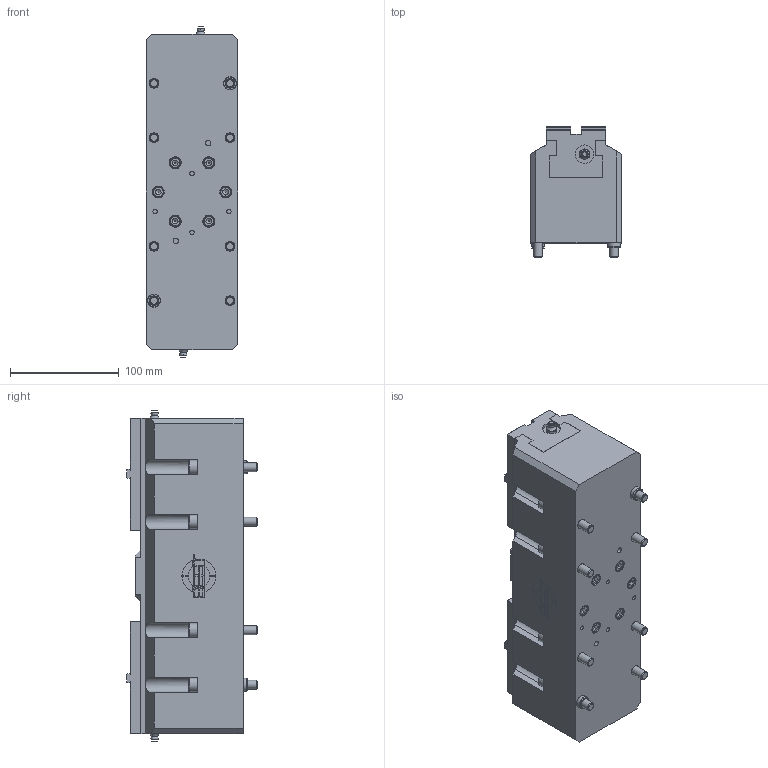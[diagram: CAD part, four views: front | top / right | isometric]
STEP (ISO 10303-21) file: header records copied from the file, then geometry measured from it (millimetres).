
FILE_DESCRIPTION(/* description */ ('Hydr. Zentrierspanner BSH-290'),/* implementation_level */ '2;1');
FILE_NAME(/* name */ '100-0290-001-Kunde (verstellbar).stp',/* time_stamp */ '2023-01-20T08:49:24+01:00',/* author */ ('Chiacchiera'),/* organization */ (''),/* preprocessor_version */ 'ST-DEVELOPER v19.2',/* originating_system */ 'Autodesk Inventor 2023',/* authorisation */ '');
FILE_SCHEMA (('AUTOMOTIVE_DESIGN { 1 0 10303 214 3 1 1 }'));
Length unit declared in the file: millimetre
Products named in the file (3): 100-0290-001-Kunde (verstellbar); 100-0290-001-Basis (verstellbar); 100-0290-001-Backe (verstellbar)
Assembly tree (3 placements, depth 2):
  100-0290-001-Kunde (verstellbar)
    100-0290-001-Basis (verstellbar)
    100-0290-001-Backe (verstellbar)  x2
Bounding box: 84 x 120 x 303.9 mm (x, y, z)
Volume: 2224465.7 mm3; surface area: 251692.2 mm2
Topology: 3 solids, 5 shells, 810 faces, 2024 edges, 1295 vertices
Faces by surface type: plane 507, cylinder 174, cone 101, torus 26, sphere 2
Full cylindrical faces by diameter (mm): 3 x2, 4 x5, 4.917 x34, 5 x3, 5.5 x2, 6.647 x8, 8 x8, 8.5 x2, 9 x8, 10 x8, 11 x6, 12 x2, 13 x8, 17 x2
Entity records: 20580 total; most frequent: CARTESIAN_POINT 3729, ORIENTED_EDGE 3332, DIRECTION 3326, EDGE_CURVE 1666, AXIS2_PLACEMENT_3D 1128, VERTEX_POINT 1087, LINE 1070, VECTOR 1070
